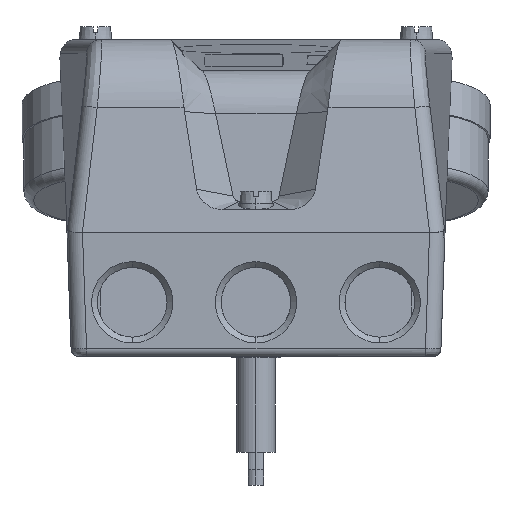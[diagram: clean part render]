
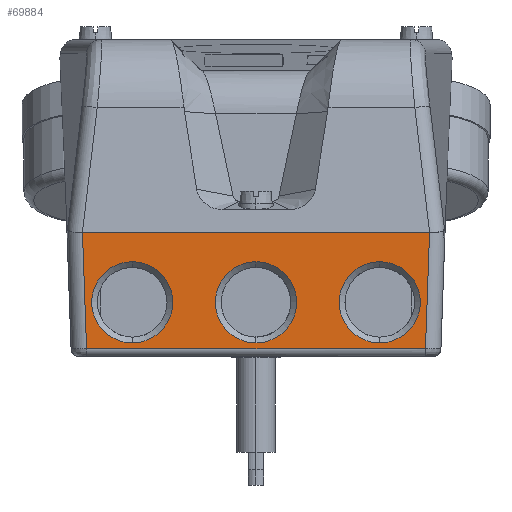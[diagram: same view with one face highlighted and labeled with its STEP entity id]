
A CAD part, front view. The second image highlights one B-rep face of the part: STEP entity #69884.
In plain terms, the highlighted planar face has unit normal (0, -1, 0).
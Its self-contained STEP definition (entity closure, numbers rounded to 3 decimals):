
#770 = EDGE_CURVE ( 'NONE', #60605, #63525, #20004, .T. ) ;
#1220 = CARTESIAN_POINT ( 'NONE',  ( -9.277, 0., 5.517 ) ) ;
#2579 = EDGE_CURVE ( 'NONE', #28019, #42428, #6525, .T. ) ;
#3325 = ORIENTED_EDGE ( 'NONE', *, *, #30401, .F. ) ;
#3887 = ORIENTED_EDGE ( 'NONE', *, *, #65980, .F. ) ;
#3893 = CARTESIAN_POINT ( 'NONE',  ( -55.053, 0., 60.101 ) ) ;
#5276 = CARTESIAN_POINT ( 'NONE',  ( 35.588, 0., 34.017 ) ) ;
#5469 = CARTESIAN_POINT ( 'NONE',  ( 22.723, 0., 26.517 ) ) ;
#5866 = CARTESIAN_POINT ( 'NONE',  ( -41.277, 0., 26.517 ) ) ;
#5914 = CARTESIAN_POINT ( 'NONE',  ( -41.277, 0., 16.017 ) ) ;
#6409 = VECTOR ( 'NONE', #9559, 1000. ) ;
#6525 = CIRCLE ( 'NONE', #42004, 10.5 ) ;
#7054 = DIRECTION ( 'NONE',  ( 0., 0., 1. ) ) ;
#8224 = VERTEX_POINT ( 'NONE', #49893 ) ;
#8313 = EDGE_LOOP ( 'NONE', ( #60284, #36660 ) ) ;
#9559 = DIRECTION ( 'NONE',  ( -0.035, 0., 0.999 ) ) ;
#11574 = DIRECTION ( 'NONE',  ( 0., 0., -1. ) ) ;
#12845 = CARTESIAN_POINT ( 'NONE',  ( -9.277, 0., 16.017 ) ) ;
#15439 = EDGE_LOOP ( 'NONE', ( #34710, #39464, #36129, #3887 ) ) ;
#16052 = EDGE_CURVE ( 'NONE', #44449, #8224, #21428, .T. ) ;
#16216 = CARTESIAN_POINT ( 'NONE',  ( 22.723, 0., 16.017 ) ) ;
#16220 = LINE ( 'NONE', #55522, #71021 ) ;
#17357 = AXIS2_PLACEMENT_3D ( 'NONE', #29489, #40882, #7054 ) ;
#18534 = DIRECTION ( 'NONE',  ( 0., 0., -1. ) ) ;
#19039 = CARTESIAN_POINT ( 'NONE',  ( 22.723, 0., 5.517 ) ) ;
#19122 = AXIS2_PLACEMENT_3D ( 'NONE', #12845, #52360, #18534 ) ;
#19206 = CIRCLE ( 'NONE', #69551, 10.5 ) ;
#19841 = CARTESIAN_POINT ( 'NONE',  ( -41.277, 0., 16.017 ) ) ;
#20004 = CIRCLE ( 'NONE', #54257, 10.5 ) ;
#20628 = VECTOR ( 'NONE', #30901, 1000. ) ;
#21428 = LINE ( 'NONE', #3893, #6409 ) ;
#21452 = VERTEX_POINT ( 'NONE', #1220 ) ;
#21687 = DIRECTION ( 'NONE',  ( -0.035, 0., -0.999 ) ) ;
#21846 = DIRECTION ( 'NONE',  ( 0., 0., -1. ) ) ;
#23839 = PLANE ( 'NONE',  #17357 ) ;
#24735 = FACE_OUTER_BOUND ( 'NONE', #15439, .T. ) ;
#25306 = VECTOR ( 'NONE', #60980, 1000. ) ;
#25316 = EDGE_CURVE ( 'NONE', #57752, #46153, #16220, .T. ) ;
#25465 = DIRECTION ( 'NONE',  ( 0., 0., -1. ) ) ;
#26695 = EDGE_CURVE ( 'NONE', #8224, #57752, #42110, .T. ) ;
#28019 = VERTEX_POINT ( 'NONE', #19039 ) ;
#29489 = CARTESIAN_POINT ( 'NONE',  ( -9.277, 0., 41.62 ) ) ;
#29788 = ORIENTED_EDGE ( 'NONE', *, *, #54340, .F. ) ;
#30401 = EDGE_CURVE ( 'NONE', #49814, #21452, #47132, .T. ) ;
#30901 = DIRECTION ( 'NONE',  ( -1., 0., 0. ) ) ;
#31131 = CARTESIAN_POINT ( 'NONE',  ( -9.277, 0., 16.017 ) ) ;
#31569 = CARTESIAN_POINT ( 'NONE',  ( 22.723, 0., 16.017 ) ) ;
#32753 = CARTESIAN_POINT ( 'NONE',  ( -9.277, 0., 34.017 ) ) ;
#34710 = ORIENTED_EDGE ( 'NONE', *, *, #25316, .F. ) ;
#35855 = CARTESIAN_POINT ( 'NONE',  ( -41.277, 0., 5.517 ) ) ;
#36129 = ORIENTED_EDGE ( 'NONE', *, *, #16052, .F. ) ;
#36660 = ORIENTED_EDGE ( 'NONE', *, *, #770, .F. ) ;
#36818 = DIRECTION ( 'NONE',  ( 0., 0., -1. ) ) ;
#37284 = DIRECTION ( 'NONE',  ( 0., 0., -1. ) ) ;
#39464 = ORIENTED_EDGE ( 'NONE', *, *, #26695, .F. ) ;
#39754 = FACE_BOUND ( 'NONE', #57866, .T. ) ;
#40882 = DIRECTION ( 'NONE',  ( 0., 1., 0. ) ) ;
#42004 = AXIS2_PLACEMENT_3D ( 'NONE', #31569, #71185, #37284 ) ;
#42110 = LINE ( 'NONE', #32753, #25306 ) ;
#42402 = AXIS2_PLACEMENT_3D ( 'NONE', #31131, #70739, #36818 ) ;
#42428 = VERTEX_POINT ( 'NONE', #5469 ) ;
#42549 = AXIS2_PLACEMENT_3D ( 'NONE', #16216, #55702, #21846 ) ;
#44449 = VERTEX_POINT ( 'NONE', #46101 ) ;
#45392 = DIRECTION ( 'NONE',  ( 0., -1., 0. ) ) ;
#46101 = CARTESIAN_POINT ( 'NONE',  ( -53.095, 0., 4.017 ) ) ;
#46153 = VERTEX_POINT ( 'NONE', #58748 ) ;
#47132 = CIRCLE ( 'NONE', #19122, 10.5 ) ;
#49814 = VERTEX_POINT ( 'NONE', #61527 ) ;
#49893 = CARTESIAN_POINT ( 'NONE',  ( -54.142, 0., 34.017 ) ) ;
#50692 = LINE ( 'NONE', #70506, #20628 ) ;
#51807 = EDGE_LOOP ( 'NONE', ( #60394, #29788 ) ) ;
#52360 = DIRECTION ( 'NONE',  ( 0., -1., 0. ) ) ;
#53042 = FACE_BOUND ( 'NONE', #8313, .T. ) ;
#53538 = EDGE_CURVE ( 'NONE', #63525, #60605, #19206, .T. ) ;
#54257 = AXIS2_PLACEMENT_3D ( 'NONE', #5914, #45392, #11574 ) ;
#54340 = EDGE_CURVE ( 'NONE', #42428, #28019, #57094, .T. ) ;
#55522 = CARTESIAN_POINT ( 'NONE',  ( 35.588, 0., 34.017 ) ) ;
#55702 = DIRECTION ( 'NONE',  ( 0., -1., 0. ) ) ;
#57094 = CIRCLE ( 'NONE', #42549, 10.5 ) ;
#57752 = VERTEX_POINT ( 'NONE', #5276 ) ;
#57866 = EDGE_LOOP ( 'NONE', ( #59552, #3325 ) ) ;
#58748 = CARTESIAN_POINT ( 'NONE',  ( 34.54, 0., 4.017 ) ) ;
#59338 = DIRECTION ( 'NONE',  ( 0., -1., 0. ) ) ;
#59552 = ORIENTED_EDGE ( 'NONE', *, *, #70466, .F. ) ;
#60284 = ORIENTED_EDGE ( 'NONE', *, *, #53538, .F. ) ;
#60394 = ORIENTED_EDGE ( 'NONE', *, *, #2579, .F. ) ;
#60605 = VERTEX_POINT ( 'NONE', #5866 ) ;
#60980 = DIRECTION ( 'NONE',  ( 1., 0., 0. ) ) ;
#61527 = CARTESIAN_POINT ( 'NONE',  ( -9.277, 0., 26.517 ) ) ;
#63525 = VERTEX_POINT ( 'NONE', #35855 ) ;
#65980 = EDGE_CURVE ( 'NONE', #46153, #44449, #50692, .T. ) ;
#68101 = FACE_BOUND ( 'NONE', #51807, .T. ) ;
#69551 = AXIS2_PLACEMENT_3D ( 'NONE', #19841, #59338, #25465 ) ;
#69884 = ADVANCED_FACE ( 'NONE', ( #53042, #39754, #24735, #68101 ), #23839, .F. ) ;
#70466 = EDGE_CURVE ( 'NONE', #21452, #49814, #73352, .T. ) ;
#70506 = CARTESIAN_POINT ( 'NONE',  ( -33.152, 0., 4.017 ) ) ;
#70739 = DIRECTION ( 'NONE',  ( 0., -1., 0. ) ) ;
#71021 = VECTOR ( 'NONE', #21687, 1000. ) ;
#71185 = DIRECTION ( 'NONE',  ( 0., -1., 0. ) ) ;
#73352 = CIRCLE ( 'NONE', #42402, 10.5 ) ;
